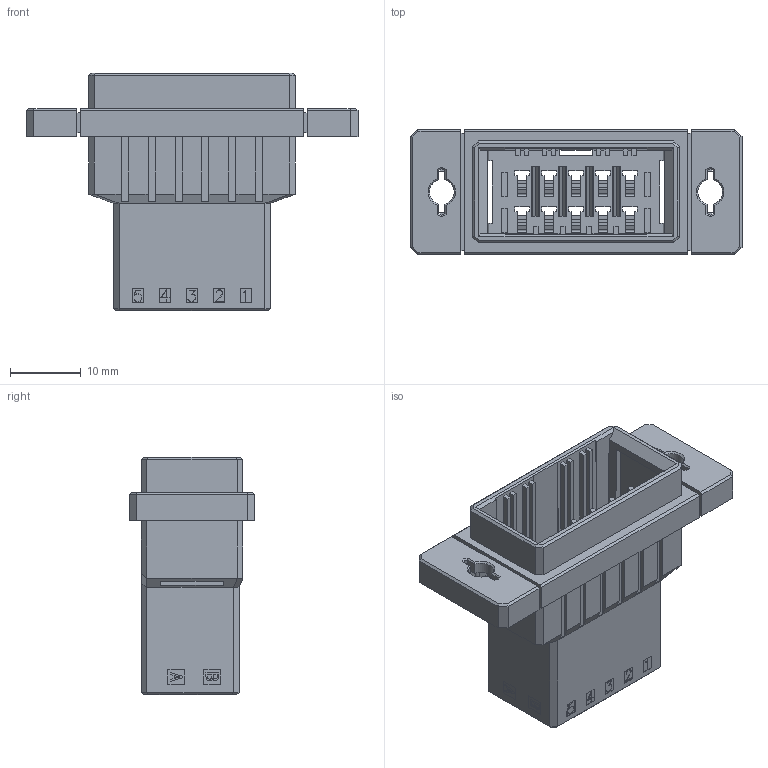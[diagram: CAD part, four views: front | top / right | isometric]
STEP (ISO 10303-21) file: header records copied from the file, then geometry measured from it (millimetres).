
FILE_DESCRIPTION( ('This file contains a STEP AP42 implementation' ,'as created by ZW3D STEP Interface translator.') ,'2;1' );
FILE_NAME( 'WD3810-2HG05B010.stp' ,'2312 6.143945', (''), ('ZWCAD Software Co.'), 'Version 1.0', 'ZW3D to STEP translator', '' );
FILE_SCHEMA(('AUTOMOTIVE_DESIGN { 1 0 10303 214 1 1 1 1 }'));
Length unit declared in the file: millimetre
Products named in the file (2): 0; WD3810-2HG05B010
Bounding box: 47 x 17.78 x 33.6 mm (x, y, z)
Volume: 5805.5 mm3; surface area: 10648.8 mm2
Topology: 1 solids, 1 shells, 1392 faces, 3829 edges, 2479 vertices
Faces by surface type: plane 1294, cylinder 62, bspline 36
Entity records: 45423 total; most frequent: CARTESIAN_POINT 8789, ORIENTED_EDGE 7658, DIRECTION 6601, EDGE_CURVE 3829, VECTOR 3609, LINE 3609, VERTEX_POINT 2479, AXIS2_PLACEMENT_3D 1496
